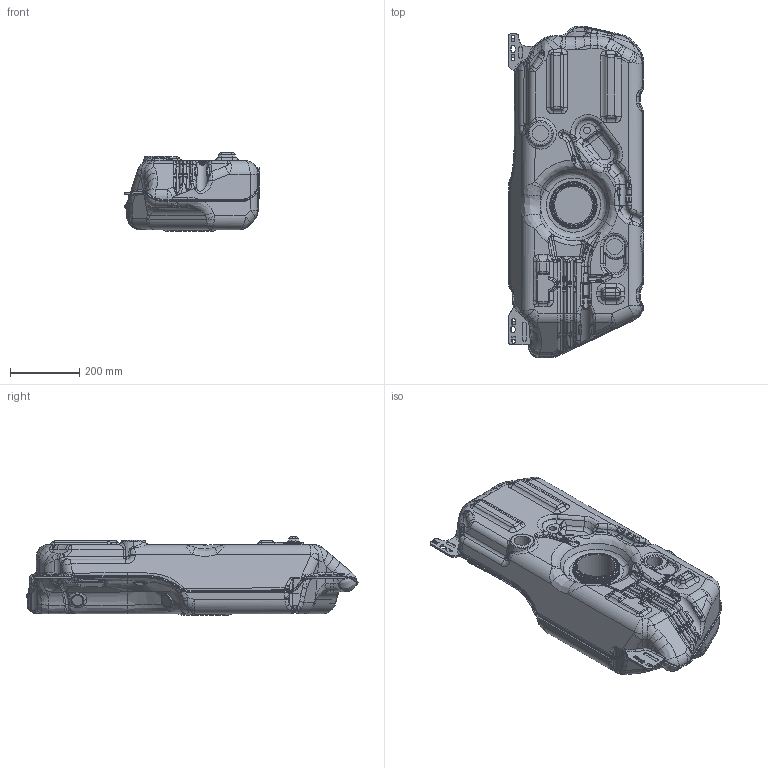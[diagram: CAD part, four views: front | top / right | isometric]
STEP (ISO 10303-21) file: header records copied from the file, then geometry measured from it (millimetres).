
FILE_DESCRIPTION(('CATIA V5 STEP Exchange'),'2;1');
FILE_NAME('tank body 2.stp','2018-05-28T07:50:35+00:00',('none'),('none'),'Version 5-6 Release 2013','CATIA V5 STEP AP203','none');
FILE_SCHEMA(('CONFIG_CONTROL_DESIGN'));
Length unit declared in the file: millimetre
Products named in the file (1): 11
Bounding box: 392.7 x 960.87 x 228.35 mm (x, y, z)
Surface area: 1175091.7 mm2 (no closed solid volume)
Topology: 0 solids, 1 shells, 4271 faces, 10565 edges, 6344 vertices
Faces by surface type: plane 1893, bspline 1522, cylinder 510, revolution 319, extrusion 27
Entity records: 247416 total; most frequent: CARTESIAN_POINT 160814, ORIENTED_EDGE 20853, DIRECTION 11557, EDGE_CURVE 10440, VERTEX_POINT 6344, VECTOR 5472, LINE 5445, EDGE_LOOP 4461
